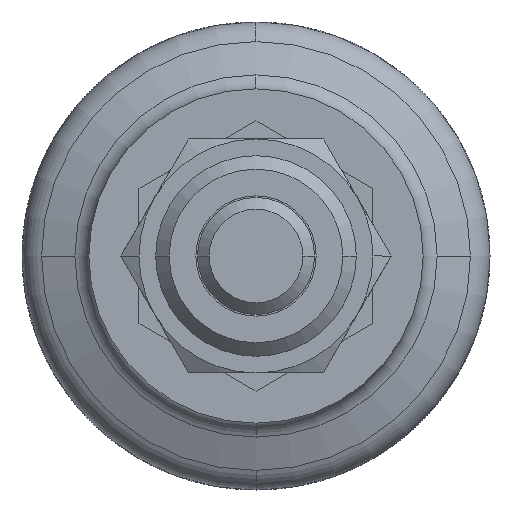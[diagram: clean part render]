
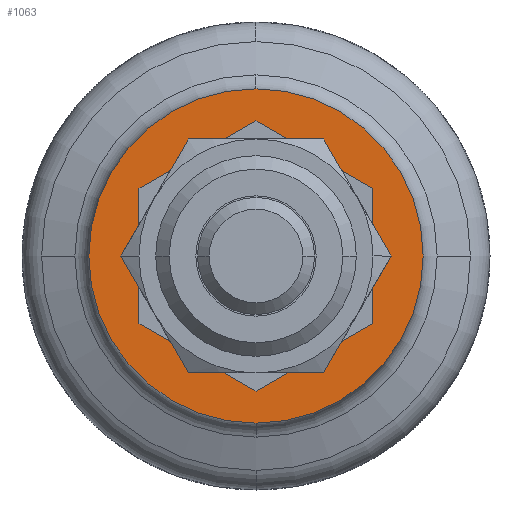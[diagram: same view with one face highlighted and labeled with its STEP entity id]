
A CAD part, front view. The second image highlights one B-rep face of the part: STEP entity #1063.
In plain terms, the highlighted planar face has unit normal (0, -1, 0).
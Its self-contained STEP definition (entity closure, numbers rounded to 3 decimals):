
#1063=ADVANCED_FACE('',(#2157,#2158),#2159,.T.);
#2157=FACE_OUTER_BOUND('',#3292,.T.);
#2158=FACE_BOUND('',#3293,.T.);
#2159=PLANE('',#3294);
#3292=EDGE_LOOP('',(#6464,#6465));
#3293=EDGE_LOOP('',(#6466,#6467,#6468,#6469,#6470,#6471,#6472,#6473,#6474,#6475,#6476,#6477,#6478,#6479,#6480,#6481,#6482,#6483,#6484,#6485,#6486,#6487,#6488,#6489));
#3294=AXIS2_PLACEMENT_3D('',#6490,#6491,#6492);
#6464=ORIENTED_EDGE('',*,*,#7088,.F.);
#6465=ORIENTED_EDGE('',*,*,#8391,.F.);
#6466=ORIENTED_EDGE('',*,*,#8356,.T.);
#6467=ORIENTED_EDGE('',*,*,#8324,.T.);
#6468=ORIENTED_EDGE('',*,*,#8370,.T.);
#6469=ORIENTED_EDGE('',*,*,#8392,.T.);
#6470=ORIENTED_EDGE('',*,*,#8319,.T.);
#6471=ORIENTED_EDGE('',*,*,#8339,.T.);
#6472=ORIENTED_EDGE('',*,*,#8382,.T.);
#6473=ORIENTED_EDGE('',*,*,#8393,.T.);
#6474=ORIENTED_EDGE('',*,*,#8334,.T.);
#6475=ORIENTED_EDGE('',*,*,#8352,.T.);
#6476=ORIENTED_EDGE('',*,*,#8394,.T.);
#6477=ORIENTED_EDGE('',*,*,#8395,.T.);
#6478=ORIENTED_EDGE('',*,*,#8348,.T.);
#6479=ORIENTED_EDGE('',*,*,#8344,.T.);
#6480=ORIENTED_EDGE('',*,*,#8396,.T.);
#6481=ORIENTED_EDGE('',*,*,#8384,.T.);
#6482=ORIENTED_EDGE('',*,*,#8364,.T.);
#6483=ORIENTED_EDGE('',*,*,#8329,.T.);
#6484=ORIENTED_EDGE('',*,*,#8389,.T.);
#6485=ORIENTED_EDGE('',*,*,#8372,.T.);
#6486=ORIENTED_EDGE('',*,*,#8360,.T.);
#6487=ORIENTED_EDGE('',*,*,#8314,.T.);
#6488=ORIENTED_EDGE('',*,*,#8378,.T.);
#6489=ORIENTED_EDGE('',*,*,#8397,.T.);
#6490=CARTESIAN_POINT('',(5.0,0.0,0.0));
#6491=DIRECTION('',(-0.0,-1.0,-0.0));
#6492=DIRECTION('',(-1.0,0.0,0.0));
#7088=EDGE_CURVE('',#8549,#8552,#8553,.T.);
#8314=EDGE_CURVE('',#10388,#10389,#10390,.T.);
#8319=EDGE_CURVE('',#10397,#10398,#10399,.T.);
#8324=EDGE_CURVE('',#10406,#10407,#10408,.T.);
#8329=EDGE_CURVE('',#10415,#10416,#10417,.T.);
#8334=EDGE_CURVE('',#10424,#10425,#10426,.T.);
#8339=EDGE_CURVE('',#10398,#10433,#10434,.T.);
#8344=EDGE_CURVE('',#10442,#10439,#10443,.T.);
#8348=EDGE_CURVE('',#10448,#10442,#10449,.T.);
#8352=EDGE_CURVE('',#10425,#10454,#10455,.T.);
#8356=EDGE_CURVE('',#10460,#10406,#10461,.T.);
#8360=EDGE_CURVE('',#10466,#10388,#10467,.T.);
#8364=EDGE_CURVE('',#10472,#10415,#10473,.T.);
#8370=EDGE_CURVE('',#10407,#10480,#10482,.T.);
#8372=EDGE_CURVE('',#10484,#10466,#10485,.T.);
#8378=EDGE_CURVE('',#10389,#10492,#10494,.T.);
#8382=EDGE_CURVE('',#10433,#10498,#10500,.T.);
#8384=EDGE_CURVE('',#10502,#10472,#10503,.T.);
#8389=EDGE_CURVE('',#10416,#10484,#10509,.T.);
#8391=EDGE_CURVE('',#8552,#8549,#10511,.T.);
#8392=EDGE_CURVE('',#10480,#10397,#10512,.T.);
#8393=EDGE_CURVE('',#10498,#10424,#10513,.T.);
#8394=EDGE_CURVE('',#10454,#10514,#10515,.T.);
#8395=EDGE_CURVE('',#10514,#10448,#10516,.T.);
#8396=EDGE_CURVE('',#10439,#10502,#10517,.T.);
#8397=EDGE_CURVE('',#10492,#10460,#10518,.T.);
#8549=VERTEX_POINT('',#10711);
#8552=VERTEX_POINT('',#10715);
#8553=CIRCLE('',#10716,10.0);
#10388=VERTEX_POINT('',#13058);
#10389=VERTEX_POINT('',#13059);
#10390=LINE('',#13060,#13061);
#10397=VERTEX_POINT('',#13071);
#10398=VERTEX_POINT('',#13072);
#10399=LINE('',#13073,#13074);
#10406=VERTEX_POINT('',#13084);
#10407=VERTEX_POINT('',#13085);
#10408=LINE('',#13086,#13087);
#10415=VERTEX_POINT('',#13097);
#10416=VERTEX_POINT('',#13098);
#10417=LINE('',#13099,#13100);
#10424=VERTEX_POINT('',#13110);
#10425=VERTEX_POINT('',#13111);
#10426=LINE('',#13112,#13113);
#10433=VERTEX_POINT('',#13123);
#10434=LINE('',#13124,#13125);
#10439=VERTEX_POINT('',#13132);
#10442=VERTEX_POINT('',#13136);
#10443=LINE('',#13137,#13138);
#10448=VERTEX_POINT('',#13145);
#10449=LINE('',#13146,#13147);
#10454=VERTEX_POINT('',#13154);
#10455=LINE('',#13155,#13156);
#10460=VERTEX_POINT('',#13163);
#10461=LINE('',#13164,#13165);
#10466=VERTEX_POINT('',#13172);
#10467=LINE('',#13173,#13174);
#10472=VERTEX_POINT('',#13181);
#10473=LINE('',#13182,#13183);
#10480=VERTEX_POINT('',#13193);
#10482=LINE('',#13196,#13197);
#10484=VERTEX_POINT('',#13199);
#10485=LINE('',#13200,#13201);
#10492=VERTEX_POINT('',#13211);
#10494=LINE('',#13214,#13215);
#10498=VERTEX_POINT('',#13220);
#10500=LINE('',#13223,#13224);
#10502=VERTEX_POINT('',#13226);
#10503=LINE('',#13227,#13228);
#10509=LINE('',#13237,#13238);
#10511=CIRCLE('',#13240,10.0);
#10512=LINE('',#13241,#13242);
#10513=LINE('',#13243,#13244);
#10514=VERTEX_POINT('',#13245);
#10515=LINE('',#13246,#13247);
#10516=LINE('',#13248,#13249);
#10517=LINE('',#13250,#13251);
#10518=LINE('',#13252,#13253);
#10711=CARTESIAN_POINT('',(10.0,0.0,0.0));
#10715=CARTESIAN_POINT('',(-10.0,0.0,0.));
#10716=AXIS2_PLACEMENT_3D('',#13620,#13621,#13622);
#13058=CARTESIAN_POINT('',(-8.083,0.0,0.));
#13059=CARTESIAN_POINT('',(-7.0,0.0,1.876));
#13060=CARTESIAN_POINT('',(-5.437,0.0,4.583));
#13061=VECTOR('',#15360,1.0);
#13071=CARTESIAN_POINT('',(1.876,0.0,7.0));
#13072=CARTESIAN_POINT('',(4.041,0.0,7.0));
#13073=CARTESIAN_POINT('',(2.5,0.0,7.0));
#13074=VECTOR('',#15364,1.0);
#13084=CARTESIAN_POINT('',(-4.041,0.0,7.0));
#13085=CARTESIAN_POINT('',(-1.876,0.0,7.0));
#13086=CARTESIAN_POINT('',(2.5,0.0,7.0));
#13087=VECTOR('',#15368,1.0);
#13097=CARTESIAN_POINT('',(-4.041,0.0,-7.0));
#13098=CARTESIAN_POINT('',(-5.124,0.0,-5.124));
#13099=CARTESIAN_POINT('',(-5.437,0.0,-4.583));
#13100=VECTOR('',#15372,1.0);
#13110=CARTESIAN_POINT('',(7.0,0.0,1.876));
#13111=CARTESIAN_POINT('',(8.083,0.0,0.));
#13112=CARTESIAN_POINT('',(6.687,0.0,2.417));
#13113=VECTOR('',#15376,1.0);
#13123=CARTESIAN_POINT('',(5.124,0.0,5.124));
#13124=CARTESIAN_POINT('',(6.687,0.0,2.417));
#13125=VECTOR('',#15380,1.0);
#13132=CARTESIAN_POINT('',(1.876,0.0,-7.0));
#13136=CARTESIAN_POINT('',(4.041,0.0,-7.0));
#13137=CARTESIAN_POINT('',(2.5,0.0,-7.0));
#13138=VECTOR('',#15384,1.0);
#13145=CARTESIAN_POINT('',(5.124,0.0,-5.124));
#13146=CARTESIAN_POINT('',(6.687,0.0,-2.417));
#13147=VECTOR('',#15387,1.0);
#13154=CARTESIAN_POINT('',(7.0,0.0,-1.876));
#13155=CARTESIAN_POINT('',(6.687,0.0,-2.417));
#13156=VECTOR('',#15390,1.0);
#13163=CARTESIAN_POINT('',(-5.124,0.0,5.124));
#13164=CARTESIAN_POINT('',(-5.437,0.0,4.583));
#13165=VECTOR('',#15393,1.0);
#13172=CARTESIAN_POINT('',(-7.0,0.0,-1.876));
#13173=CARTESIAN_POINT('',(-5.437,0.0,-4.583));
#13174=VECTOR('',#15396,1.0);
#13181=CARTESIAN_POINT('',(-1.876,0.0,-7.0));
#13182=CARTESIAN_POINT('',(2.5,0.0,-7.0));
#13183=VECTOR('',#15399,1.0);
#13193=CARTESIAN_POINT('',(0.,0.0,8.083));
#13196=CARTESIAN_POINT('',(-1.625,0.0,7.145));
#13197=VECTOR('',#15404,1.0);
#13199=CARTESIAN_POINT('',(-7.0,0.0,-4.041));
#13200=CARTESIAN_POINT('',(-7.0,0.0,0.));
#13201=VECTOR('',#15405,1.0);
#13211=CARTESIAN_POINT('',(-7.0,0.0,4.041));
#13214=CARTESIAN_POINT('',(-7.0,0.0,0.));
#13215=VECTOR('',#15410,1.0);
#13220=CARTESIAN_POINT('',(7.0,0.0,4.041));
#13223=CARTESIAN_POINT('',(5.375,0.0,4.98));
#13224=VECTOR('',#15413,1.0);
#13226=CARTESIAN_POINT('',(0.,0.0,-8.083));
#13227=CARTESIAN_POINT('',(-1.625,0.0,-7.145));
#13228=VECTOR('',#15414,1.0);
#13237=CARTESIAN_POINT('',(-1.625,0.0,-7.145));
#13238=VECTOR('',#15418,1.0);
#13240=AXIS2_PLACEMENT_3D('',#15419,#15420,#15421);
#13241=CARTESIAN_POINT('',(5.375,0.0,4.98));
#13242=VECTOR('',#15422,1.0);
#13243=CARTESIAN_POINT('',(7.0,0.0,0.));
#13244=VECTOR('',#15423,1.0);
#13245=CARTESIAN_POINT('',(7.0,0.0,-4.041));
#13246=CARTESIAN_POINT('',(7.0,0.0,0.));
#13247=VECTOR('',#15424,1.0);
#13248=CARTESIAN_POINT('',(5.375,0.0,-4.98));
#13249=VECTOR('',#15425,1.0);
#13250=CARTESIAN_POINT('',(5.375,0.0,-4.98));
#13251=VECTOR('',#15426,1.0);
#13252=CARTESIAN_POINT('',(-1.625,0.0,7.145));
#13253=VECTOR('',#15427,1.0);
#13620=CARTESIAN_POINT('',(0.0,0.0,0.0));
#13621=DIRECTION('',(-0.0,1.0,0.0));
#13622=DIRECTION('',(1.0,0.0,0.0));
#15360=DIRECTION('',(0.5,-0.0,0.866));
#15364=DIRECTION('',(1.0,-0.0,0.));
#15368=DIRECTION('',(1.0,-0.0,0.));
#15372=DIRECTION('',(-0.5,0.0,0.866));
#15376=DIRECTION('',(0.5,0.0,-0.866));
#15380=DIRECTION('',(0.5,0.0,-0.866));
#15384=DIRECTION('',(-1.0,0.0,0.0));
#15387=DIRECTION('',(-0.5,0.0,-0.866));
#15390=DIRECTION('',(-0.5,0.0,-0.866));
#15393=DIRECTION('',(0.5,-0.0,0.866));
#15396=DIRECTION('',(-0.5,0.0,0.866));
#15399=DIRECTION('',(-1.0,0.0,0.0));
#15404=DIRECTION('',(0.866,-0.0,0.5));
#15405=DIRECTION('',(0.,0.0,1.0));
#15410=DIRECTION('',(0.,0.0,1.0));
#15413=DIRECTION('',(0.866,0.0,-0.5));
#15414=DIRECTION('',(-0.866,0.0,0.5));
#15418=DIRECTION('',(-0.866,0.0,0.5));
#15419=CARTESIAN_POINT('',(0.0,0.0,0.0));
#15420=DIRECTION('',(-0.0,1.0,0.0));
#15421=DIRECTION('',(1.0,0.0,0.0));
#15422=DIRECTION('',(0.866,0.0,-0.5));
#15423=DIRECTION('',(0.,0.0,-1.0));
#15424=DIRECTION('',(0.,0.0,-1.0));
#15425=DIRECTION('',(-0.866,0.0,-0.5));
#15426=DIRECTION('',(-0.866,0.0,-0.5));
#15427=DIRECTION('',(0.866,-0.0,0.5));
